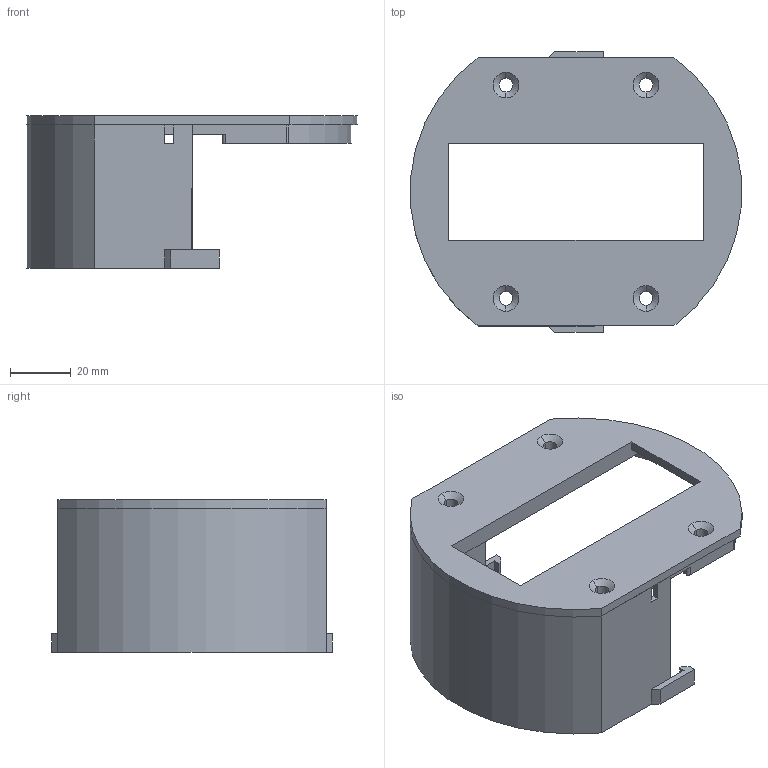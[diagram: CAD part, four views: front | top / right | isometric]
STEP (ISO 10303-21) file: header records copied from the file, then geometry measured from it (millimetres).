
FILE_DESCRIPTION (( 'STEP AP203' ), '1' );
FILE_NAME ('d1_t42.STEP', '2015-02-27T21:55:29', ( '' ), ( '' ), 'SwSTEP 2.0', 'SolidWorks 2013', '' );
FILE_SCHEMA (( 'CONFIG_CONTROL_DESIGN' ));
Length unit declared in the file: millimetre
Products named in the file (1): d1_t42
Bounding box: 108.6 x 92 x 50 mm (x, y, z)
Volume: 42435.4 mm3; surface area: 34548.2 mm2
Topology: 2 solids, 2 shells, 115 faces, 314 edges, 206 vertices
Faces by surface type: plane 67, cylinder 40, cone 8
Entity records: 3731 total; most frequent: CARTESIAN_POINT 636, DIRECTION 634, ORIENTED_EDGE 628, EDGE_CURVE 314, VECTOR 226, LINE 226, VERTEX_POINT 206, AXIS2_PLACEMENT_3D 204
